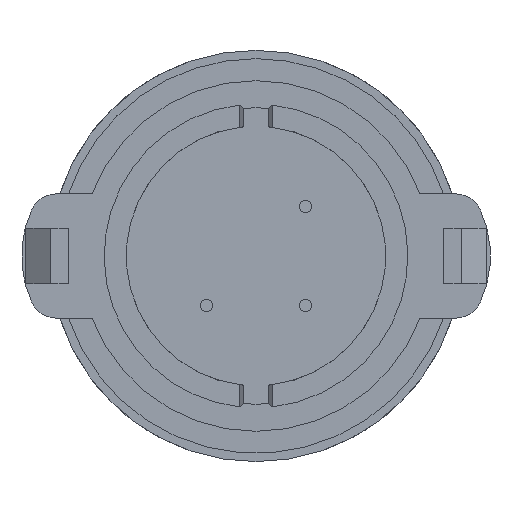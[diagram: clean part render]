
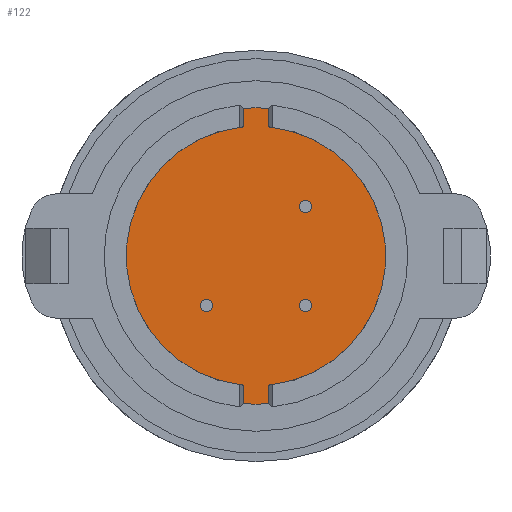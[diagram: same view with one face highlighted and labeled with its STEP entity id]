
A CAD part, front view. The second image highlights one B-rep face of the part: STEP entity #122.
In plain terms, the highlighted planar face has unit normal (0, -1, 0).
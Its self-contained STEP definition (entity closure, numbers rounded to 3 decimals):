
#11 = CARTESIAN_POINT ( 'NONE',  ( 0., -7.9, 0. ) ) ;
#14 = CIRCLE ( 'NONE', #1966, 0.225 ) ;
#39 = CARTESIAN_POINT ( 'NONE',  ( 1.796, -7.9, 1.796 ) ) ;
#47 = LINE ( 'NONE', #73, #1543 ) ;
#73 = CARTESIAN_POINT ( 'NONE',  ( -0.45, -7.9, -7.45 ) ) ;
#91 = DIRECTION ( 'NONE',  ( 0., 0., -1. ) ) ;
#92 = ORIENTED_EDGE ( 'NONE', *, *, #1180, .F. ) ;
#101 = ORIENTED_EDGE ( 'NONE', *, *, #419, .F. ) ;
#114 = EDGE_CURVE ( 'NONE', #1218, #276, #949, .T. ) ;
#122 = ADVANCED_FACE ( 'NONE', ( #1627, #1219, #804, #1581 ), #764, .T. ) ;
#139 = EDGE_CURVE ( 'NONE', #724, #1218, #1633, .T. ) ;
#141 = DIRECTION ( 'NONE',  ( 0., 0., -1. ) ) ;
#177 = EDGE_CURVE ( 'NONE', #1934, #583, #524, .T. ) ;
#185 = AXIS2_PLACEMENT_3D ( 'NONE', #988, #512, #1594 ) ;
#195 = DIRECTION ( 'NONE',  ( 0., 0., -1. ) ) ;
#200 = CIRCLE ( 'NONE', #639, 4.7 ) ;
#209 = EDGE_CURVE ( 'NONE', #583, #724, #1442, .T. ) ;
#211 = VECTOR ( 'NONE', #787, 1000. ) ;
#224 = EDGE_LOOP ( 'NONE', ( #925, #485 ) ) ;
#232 = VERTEX_POINT ( 'NONE', #809 ) ;
#242 = VECTOR ( 'NONE', #762, 1000. ) ;
#255 = DIRECTION ( 'NONE',  ( 0., 0., 1. ) ) ;
#262 = CIRCLE ( 'NONE', #185, 0.225 ) ;
#266 = ORIENTED_EDGE ( 'NONE', *, *, #429, .F. ) ;
#276 = VERTEX_POINT ( 'NONE', #816 ) ;
#307 = DIRECTION ( 'NONE',  ( 0., 0., -1. ) ) ;
#310 = CARTESIAN_POINT ( 'NONE',  ( -0.45, -7.9, -7.45 ) ) ;
#360 = DIRECTION ( 'NONE',  ( 0., -1., 0. ) ) ;
#361 = AXIS2_PLACEMENT_3D ( 'NONE', #1854, #916, #1060 ) ;
#383 = DIRECTION ( 'NONE',  ( 0., -1., 0. ) ) ;
#400 = AXIS2_PLACEMENT_3D ( 'NONE', #870, #1182, #567 ) ;
#413 = CARTESIAN_POINT ( 'NONE',  ( 1.796, -7.9, 2.021 ) ) ;
#419 = EDGE_CURVE ( 'NONE', #1410, #232, #960, .T. ) ;
#429 = EDGE_CURVE ( 'NONE', #1455, #1062, #860, .T. ) ;
#452 = CARTESIAN_POINT ( 'NONE',  ( 1.796, -7.9, -1.796 ) ) ;
#477 = DIRECTION ( 'NONE',  ( 0., -1., 0. ) ) ;
#485 = ORIENTED_EDGE ( 'NONE', *, *, #1895, .F. ) ;
#492 = EDGE_LOOP ( 'NONE', ( #266, #654 ) ) ;
#498 = DIRECTION ( 'NONE',  ( 0., 0., 1. ) ) ;
#499 = DIRECTION ( 'NONE',  ( 0., 0., -1. ) ) ;
#512 = DIRECTION ( 'NONE',  ( 0., -1., 0. ) ) ;
#517 = EDGE_CURVE ( 'NONE', #1128, #780, #14, .T. ) ;
#524 = LINE ( 'NONE', #1104, #211 ) ;
#547 = AXIS2_PLACEMENT_3D ( 'NONE', #39, #1912, #195 ) ;
#567 = DIRECTION ( 'NONE',  ( 0., 0., -1. ) ) ;
#570 = ORIENTED_EDGE ( 'NONE', *, *, #1722, .T. ) ;
#571 = VECTOR ( 'NONE', #498, 1000. ) ;
#575 = CARTESIAN_POINT ( 'NONE',  ( 0.45, -7.9, -4.678 ) ) ;
#583 = VERTEX_POINT ( 'NONE', #575 ) ;
#626 = DIRECTION ( 'NONE',  ( 0., 0., -1. ) ) ;
#637 = AXIS2_PLACEMENT_3D ( 'NONE', #799, #477, #1891 ) ;
#639 = AXIS2_PLACEMENT_3D ( 'NONE', #930, #1059, #626 ) ;
#654 = ORIENTED_EDGE ( 'NONE', *, *, #700, .F. ) ;
#700 = EDGE_CURVE ( 'NONE', #1062, #1455, #1559, .T. ) ;
#709 = AXIS2_PLACEMENT_3D ( 'NONE', #11, #1259, #1112 ) ;
#724 = VERTEX_POINT ( 'NONE', #837 ) ;
#728 = AXIS2_PLACEMENT_3D ( 'NONE', #2013, #1083, #307 ) ;
#762 = DIRECTION ( 'NONE',  ( 0., 0., 1. ) ) ;
#764 = PLANE ( 'NONE',  #728 ) ;
#780 = VERTEX_POINT ( 'NONE', #853 ) ;
#787 = DIRECTION ( 'NONE',  ( 0., 0., 1. ) ) ;
#799 = CARTESIAN_POINT ( 'NONE',  ( 0., -7.9, 0. ) ) ;
#804 = FACE_BOUND ( 'NONE', #492, .T. ) ;
#809 = CARTESIAN_POINT ( 'NONE',  ( -1.796, -7.9, -1.571 ) ) ;
#816 = CARTESIAN_POINT ( 'NONE',  ( -0.45, -7.9, 5.346 ) ) ;
#837 = CARTESIAN_POINT ( 'NONE',  ( 0.45, -7.9, 4.678 ) ) ;
#853 = CARTESIAN_POINT ( 'NONE',  ( 1.796, -7.9, -2.021 ) ) ;
#860 = CIRCLE ( 'NONE', #547, 0.225 ) ;
#870 = CARTESIAN_POINT ( 'NONE',  ( 1.796, -7.9, 1.796 ) ) ;
#873 = CIRCLE ( 'NONE', #709, 5.365 ) ;
#876 = ORIENTED_EDGE ( 'NONE', *, *, #1884, .F. ) ;
#916 = DIRECTION ( 'NONE',  ( 0., -1., 0. ) ) ;
#925 = ORIENTED_EDGE ( 'NONE', *, *, #517, .F. ) ;
#930 = CARTESIAN_POINT ( 'NONE',  ( 0., -7.9, 0. ) ) ;
#937 = CARTESIAN_POINT ( 'NONE',  ( 1.796, -7.9, -1.571 ) ) ;
#948 = CARTESIAN_POINT ( 'NONE',  ( 0.45, -7.9, -7.45 ) ) ;
#949 = CIRCLE ( 'NONE', #361, 5.365 ) ;
#953 = ORIENTED_EDGE ( 'NONE', *, *, #209, .T. ) ;
#959 = EDGE_LOOP ( 'NONE', ( #953, #1170, #1347, #876, #1979, #1557, #570, #1072 ) ) ;
#960 = CIRCLE ( 'NONE', #1021, 0.225 ) ;
#962 = CARTESIAN_POINT ( 'NONE',  ( -1.796, -7.9, -1.796 ) ) ;
#983 = CARTESIAN_POINT ( 'NONE',  ( -0.45, -7.9, -4.678 ) ) ;
#988 = CARTESIAN_POINT ( 'NONE',  ( -1.796, -7.9, -1.796 ) ) ;
#1016 = VERTEX_POINT ( 'NONE', #1538 ) ;
#1021 = AXIS2_PLACEMENT_3D ( 'NONE', #962, #360, #499 ) ;
#1056 = CARTESIAN_POINT ( 'NONE',  ( -1.796, -7.9, -2.021 ) ) ;
#1059 = DIRECTION ( 'NONE',  ( 0., -1., 0. ) ) ;
#1060 = DIRECTION ( 'NONE',  ( 0., 0., 1. ) ) ;
#1062 = VERTEX_POINT ( 'NONE', #1739 ) ;
#1072 = ORIENTED_EDGE ( 'NONE', *, *, #177, .T. ) ;
#1083 = DIRECTION ( 'NONE',  ( 0., -1., 0. ) ) ;
#1104 = CARTESIAN_POINT ( 'NONE',  ( 0.45, -7.9, -7.45 ) ) ;
#1112 = DIRECTION ( 'NONE',  ( 0., 0., 1. ) ) ;
#1128 = VERTEX_POINT ( 'NONE', #937 ) ;
#1166 = EDGE_LOOP ( 'NONE', ( #92, #101 ) ) ;
#1169 = LINE ( 'NONE', #310, #242 ) ;
#1170 = ORIENTED_EDGE ( 'NONE', *, *, #139, .T. ) ;
#1180 = EDGE_CURVE ( 'NONE', #232, #1410, #262, .T. ) ;
#1182 = DIRECTION ( 'NONE',  ( 0., -1., 0. ) ) ;
#1218 = VERTEX_POINT ( 'NONE', #1314 ) ;
#1219 = FACE_OUTER_BOUND ( 'NONE', #959, .T. ) ;
#1245 = VERTEX_POINT ( 'NONE', #1617 ) ;
#1259 = DIRECTION ( 'NONE',  ( 0., -1., 0. ) ) ;
#1276 = EDGE_CURVE ( 'NONE', #1016, #1872, #47, .T. ) ;
#1314 = CARTESIAN_POINT ( 'NONE',  ( 0.45, -7.9, 5.346 ) ) ;
#1347 = ORIENTED_EDGE ( 'NONE', *, *, #114, .T. ) ;
#1398 = CARTESIAN_POINT ( 'NONE',  ( 0.45, -7.9, -5.346 ) ) ;
#1410 = VERTEX_POINT ( 'NONE', #1056 ) ;
#1430 = CIRCLE ( 'NONE', #1541, 0.225 ) ;
#1442 = CIRCLE ( 'NONE', #637, 4.7 ) ;
#1455 = VERTEX_POINT ( 'NONE', #413 ) ;
#1538 = CARTESIAN_POINT ( 'NONE',  ( -0.45, -7.9, -5.346 ) ) ;
#1541 = AXIS2_PLACEMENT_3D ( 'NONE', #452, #1691, #141 ) ;
#1543 = VECTOR ( 'NONE', #255, 1000. ) ;
#1557 = ORIENTED_EDGE ( 'NONE', *, *, #1276, .F. ) ;
#1559 = CIRCLE ( 'NONE', #400, 0.225 ) ;
#1576 = EDGE_CURVE ( 'NONE', #1245, #1872, #200, .T. ) ;
#1581 = FACE_BOUND ( 'NONE', #1166, .T. ) ;
#1594 = DIRECTION ( 'NONE',  ( 0., 0., -1. ) ) ;
#1617 = CARTESIAN_POINT ( 'NONE',  ( -0.45, -7.9, 4.678 ) ) ;
#1627 = FACE_BOUND ( 'NONE', #224, .T. ) ;
#1633 = LINE ( 'NONE', #948, #571 ) ;
#1634 = CARTESIAN_POINT ( 'NONE',  ( 1.796, -7.9, -1.796 ) ) ;
#1691 = DIRECTION ( 'NONE',  ( 0., -1., 0. ) ) ;
#1722 = EDGE_CURVE ( 'NONE', #1016, #1934, #873, .T. ) ;
#1739 = CARTESIAN_POINT ( 'NONE',  ( 1.796, -7.9, 1.571 ) ) ;
#1854 = CARTESIAN_POINT ( 'NONE',  ( 0., -7.9, 0. ) ) ;
#1872 = VERTEX_POINT ( 'NONE', #983 ) ;
#1884 = EDGE_CURVE ( 'NONE', #1245, #276, #1169, .T. ) ;
#1891 = DIRECTION ( 'NONE',  ( 0., 0., -1. ) ) ;
#1895 = EDGE_CURVE ( 'NONE', #780, #1128, #1430, .T. ) ;
#1912 = DIRECTION ( 'NONE',  ( 0., -1., 0. ) ) ;
#1934 = VERTEX_POINT ( 'NONE', #1398 ) ;
#1966 = AXIS2_PLACEMENT_3D ( 'NONE', #1634, #383, #91 ) ;
#1979 = ORIENTED_EDGE ( 'NONE', *, *, #1576, .T. ) ;
#2013 = CARTESIAN_POINT ( 'NONE',  ( 0., -7.9, 0. ) ) ;
